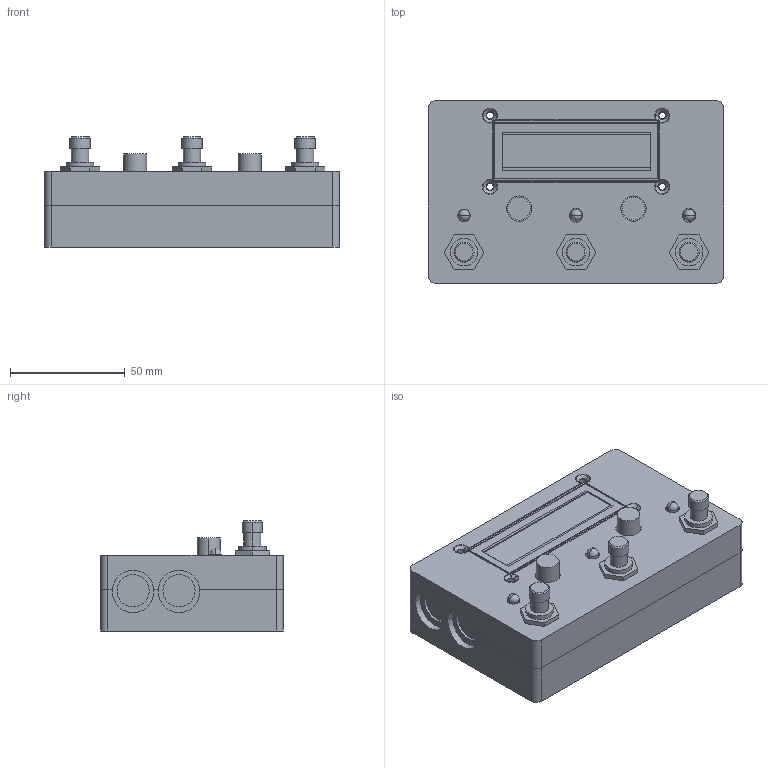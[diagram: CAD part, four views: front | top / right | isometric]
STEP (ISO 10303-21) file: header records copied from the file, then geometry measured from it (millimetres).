
FILE_DESCRIPTION((''),'2;1');
FILE_NAME('ASSY_V-CONTROLLER_HOUSING_B_ASM','2019-11-01T16:48:31',('jkr'),(''),'CREO PARAMETRIC BY PTC INC, 2019080','CREO PARAMETRIC BY PTC INC, 2019080','');
FILE_SCHEMA(('CONFIG_CONTROL_DESIGN'));
Length unit declared in the file: millimetre
Products named in the file (8): PRINTPLAAT_B; LOWER_COVER_B; UPPER_COVER_B; UPPER_COVER_COLOR_DISPLAY; DISPLAY_SMALL_B; DISPLAY_COLOR; SWITCH; ASSY_V-CONTROLLER_HOUSING_B_ASM
Assembly tree (9 placements, depth 2):
  ASSY_V-CONTROLLER_HOUSING_B_ASM
    PRINTPLAAT_B
    LOWER_COVER_B
    UPPER_COVER_B
    UPPER_COVER_COLOR_DISPLAY
    DISPLAY_SMALL_B
    DISPLAY_COLOR
    SWITCH  x3
Bounding box: 128.5 x 79.5 x 47.9 mm (x, y, z)
Volume: 222508.8 mm3; surface area: 137002 mm2
Topology: 12 solids, 12 shells, 530 faces, 1386 edges, 915 vertices
Faces by surface type: plane 295, cylinder 187, cone 42, sphere 6
Entity records: 15260 total; most frequent: CARTESIAN_POINT 2656, DIRECTION 2654, ORIENTED_EDGE 2528, EDGE_CURVE 1264, AXIS2_PLACEMENT_3D 909, VERTEX_POINT 839, VECTOR 836, LINE 836
